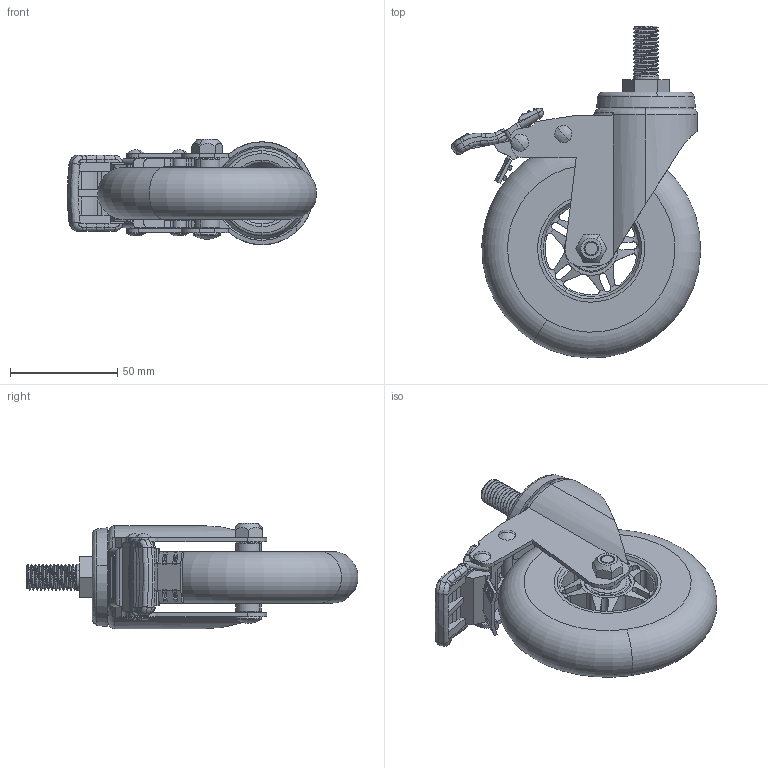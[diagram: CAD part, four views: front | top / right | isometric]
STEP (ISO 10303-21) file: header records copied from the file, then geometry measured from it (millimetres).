
FILE_DESCRIPTION (( 'STEP AP203' ), '1' );
FILE_NAME ('ACSU-102SSB.STEP', '2015-10-02T06:33:21', ( 'WON SINCHUL' ), ( 'Hewlett-Packard Company' ), 'SwSTEP 2.0', 'SolidWorks 2015', '' );
FILE_SCHEMA (( 'CONFIG_CONTROL_DESIGN' ));
Length unit declared in the file: millimetre
Products named in the file (1): ACSU-102SSB
Bounding box: 116.14 x 154.67 x 49.2 mm (x, y, z)
Volume: 218773 mm3; surface area: 94240 mm2
Topology: 29 solids, 29 shells, 989 faces, 2671 edges, 1717 vertices
Faces by surface type: cylinder 387, plane 369, bspline 96, cone 64, torus 59, sphere 14
Entity records: 40479 total; most frequent: CARTESIAN_POINT 16444, ORIENTED_EDGE 5302, DIRECTION 4658, EDGE_CURVE 2651, AXIS2_PLACEMENT_3D 1755, VERTEX_POINT 1711, LINE 1148, VECTOR 1148
